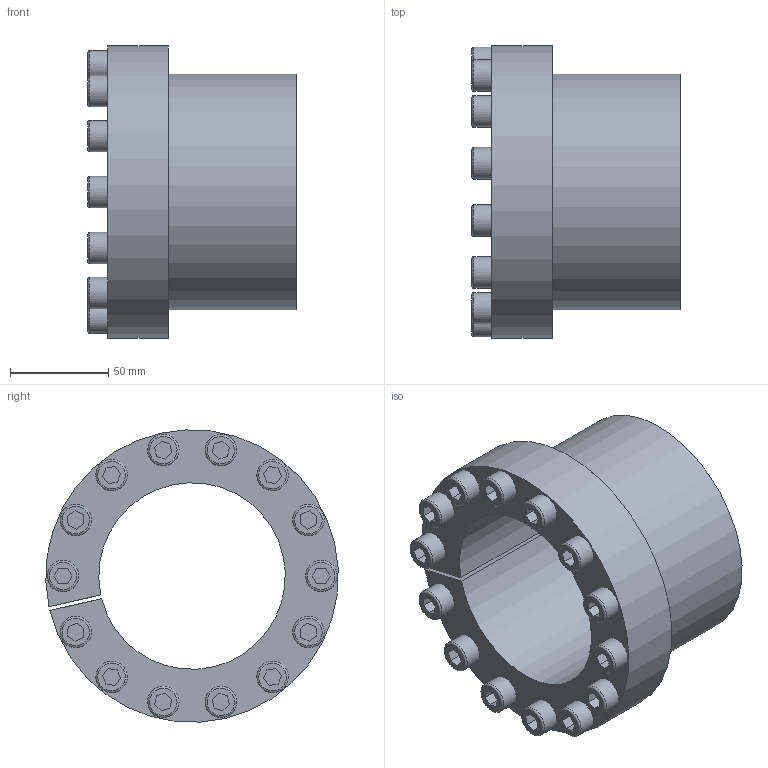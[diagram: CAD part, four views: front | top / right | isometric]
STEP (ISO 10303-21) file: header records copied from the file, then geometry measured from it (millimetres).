
FILE_DESCRIPTION(/* description */ ('CATIA V5 STEP Exchange'),/* implementation_level */ '2;1');
FILE_NAME(/* name */ 'OBC 95x120x96 B.stp',/* time_stamp */ '2018-10-11T12:07:46+04:00',/* author */ ('ASUS'),/* organization */ ('none'),/* preprocessor_version */ 'ST-DEVELOPER v16.13',/* originating_system */ 'Autodesk Inventor 2018',/* authorisation */ 'none');
FILE_SCHEMA (('AUTOMOTIVE_DESIGN { 1 0 10303 214 3 1 1 }'));
Length unit declared in the file: millimetre
Products named in the file (1): 95x120
Bounding box: 106 x 148.85 x 148.81 mm (x, y, z)
Volume: 546328.7 mm3; surface area: 135337.1 mm2
Topology: 1 solids, 1 shells, 512 faces, 1317 edges, 878 vertices
Faces by surface type: plane 422, cylinder 60, cone 16, torus 14
Full cylindrical faces by diameter (mm): 8.16 x14, 10 x14, 10.5 x14, 16 x14
Entity records: 14800 total; most frequent: CARTESIAN_POINT 2568, ORIENTED_EDGE 2410, DIRECTION 2383, EDGE_CURVE 1205, LINE 1053, VECTOR 1053, VERTEX_POINT 850, EDGE_LOOP 697
